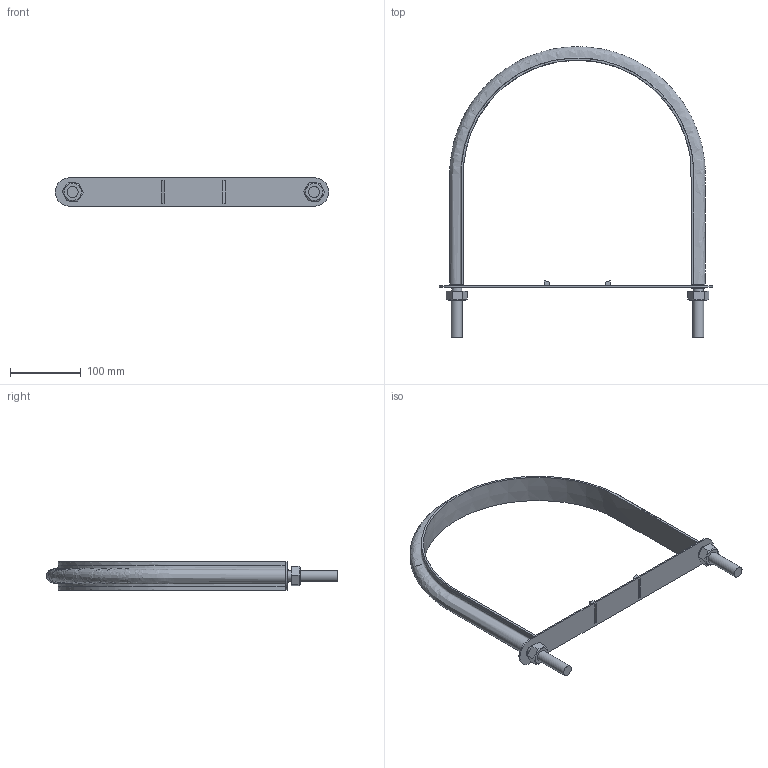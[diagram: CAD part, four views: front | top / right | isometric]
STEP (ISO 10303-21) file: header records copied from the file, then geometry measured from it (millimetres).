
FILE_DESCRIPTION( ( 'STEP AP203' ), '1' );
FILE_NAME( '300A.step', '2022-06-22T01:47:00', ( ' ' ), ( ' ' ), 'XStep 1.0', ' ', ' ' );
FILE_SCHEMA( ( 'CONFIG_CONTROL_DESIGN' ) );
Length unit declared in the file: millimetre
Products named in the file (7): 1; 2; 3; 4; 5; 6; 7
Bounding box: 386 x 409.75 x 40 mm (x, y, z)
Volume: 386462.4 mm3; surface area: 210045.4 mm2
Topology: 6 solids, 7 shells, 75 faces, 173 edges, 115 vertices
Faces by surface type: plane 53, cylinder 10, cone 6, bspline 3, extrusion 3
Full cylindrical faces by diameter (mm): 13.835 x2, 15.5 x2, 16 x1, 17.8 x1
Entity records: 4121 total; most frequent: CARTESIAN_POINT 2204, DIRECTION 311, ORIENTED_EDGE 306, EDGE_CURVE 154, VERTEX_POINT 110, VECTOR 107, EDGE_LOOP 104, LINE 104
